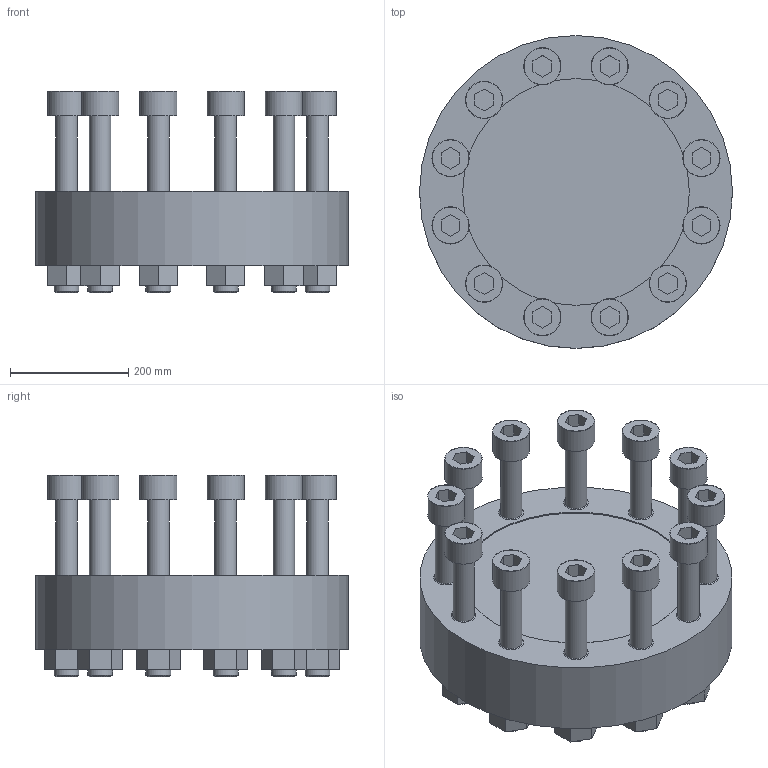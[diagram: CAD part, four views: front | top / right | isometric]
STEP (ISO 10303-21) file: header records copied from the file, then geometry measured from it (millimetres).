
FILE_DESCRIPTION(/* description */ ('STEP AP203'),/* implementation_level */ '2;1');
FILE_NAME(/* name */ 'Counter Blind Flange FGB 225-4-01',/* time_stamp */ '2025-01-17T14:35:40+01:00',/* author */ ('License CC BY-ND 4.0'),/* organization */ ('CADENAS'),/* preprocessor_version */ 'ST-DEVELOPER v19.3',/* originating_system */ 'PARTsolutions',/* authorisation */ ' ');
FILE_SCHEMA (('CONFIG_CONTROL_DESIGN'));
Length unit declared in the file: millimetre
Products named in the file (1): Gegen-Blindflansch FGB 225-4-01
Bounding box: 530 x 530 x 342 mm (x, y, z)
Volume: 32168012.3 mm3; surface area: 1124621.6 mm2
Topology: 1 solids, 1 shells, 293 faces, 667 edges, 437 vertices
Faces by surface type: plane 207, cylinder 50, cone 24, torus 12
Full cylindrical faces by diameter (mm): 36.479 x12, 42 x24, 63 x12, 384 x1, 530 x1
Entity records: 7516 total; most frequent: DIRECTION 1268, CARTESIAN_POINT 1262, ORIENTED_EDGE 1112, EDGE_CURVE 556, EDGE_LOOP 440, FACE_BOUND 440, LINE 432, VECTOR 432
